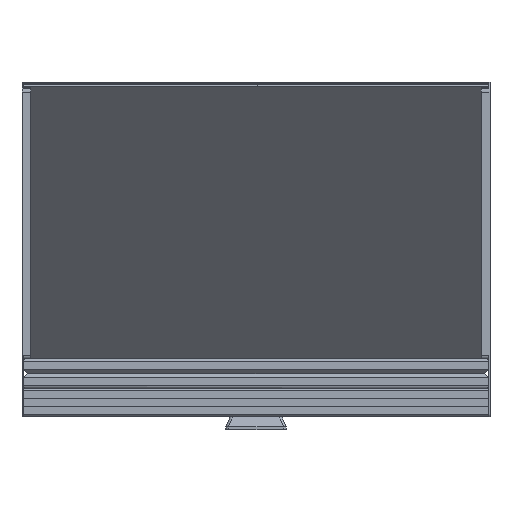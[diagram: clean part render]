
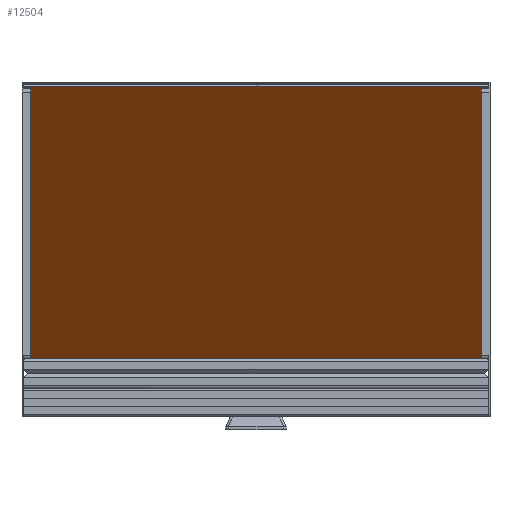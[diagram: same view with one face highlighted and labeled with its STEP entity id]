
A CAD part, front view. The second image highlights one B-rep face of the part: STEP entity #12504.
In plain terms, the highlighted planar face has unit normal (0, -0.707, -0.707).
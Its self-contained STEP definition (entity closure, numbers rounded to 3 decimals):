
#1194=FACE_OUTER_BOUND('',#1907,.T.);
#1907=EDGE_LOOP('',(#8341,#8342,#8343,#8344));
#2730=LINE('',#18291,#3989);
#2732=LINE('',#18295,#3991);
#2733=LINE('',#18297,#3992);
#2734=LINE('',#18298,#3993);
#3989=VECTOR('',#14648,10.);
#3991=VECTOR('',#14652,10.);
#3992=VECTOR('',#14653,10.);
#3993=VECTOR('',#14654,10.);
#5247=VERTEX_POINT('',#18288);
#5248=VERTEX_POINT('',#18290);
#5249=VERTEX_POINT('',#18294);
#5250=VERTEX_POINT('',#18296);
#6468=EDGE_CURVE('',#5248,#5247,#2730,.T.);
#6470=EDGE_CURVE('',#5247,#5249,#2732,.T.);
#6471=EDGE_CURVE('',#5250,#5249,#2733,.T.);
#6472=EDGE_CURVE('',#5248,#5250,#2734,.T.);
#8341=ORIENTED_EDGE('',*,*,#6470,.T.);
#8342=ORIENTED_EDGE('',*,*,#6471,.F.);
#8343=ORIENTED_EDGE('',*,*,#6472,.F.);
#8344=ORIENTED_EDGE('',*,*,#6468,.T.);
#12075=PLANE('',#13448);
#12504=ADVANCED_FACE('',(#1194),#12075,.T.);
#13448=AXIS2_PLACEMENT_3D('',#18293,#14650,#14651);
#14648=DIRECTION('',(1.,0.,0.));
#14650=DIRECTION('center_axis',(0.,-0.707,-0.707));
#14651=DIRECTION('ref_axis',(0.,0.707,-0.707));
#14652=DIRECTION('',(0.,-0.707,0.707));
#14653=DIRECTION('',(1.,0.,0.));
#14654=DIRECTION('',(0.,-0.707,0.707));
#18288=CARTESIAN_POINT('',(164.,77.5,21.));
#18290=CARTESIAN_POINT('',(-164.,77.5,21.));
#18291=CARTESIAN_POINT('',(-164.,77.5,21.));
#18293=CARTESIAN_POINT('Origin',(-164.,-114.5,213.));
#18294=CARTESIAN_POINT('',(164.,-114.5,213.));
#18295=CARTESIAN_POINT('',(164.,-66.5,165.));
#18296=CARTESIAN_POINT('',(-164.,-114.5,213.));
#18297=CARTESIAN_POINT('',(-164.,-114.5,213.));
#18298=CARTESIAN_POINT('',(-164.,77.5,21.));
